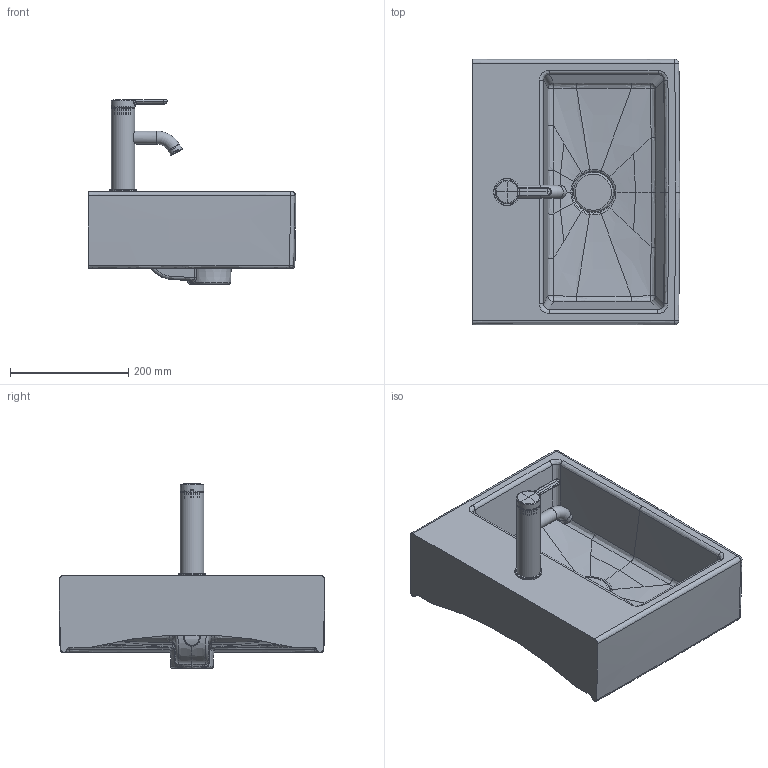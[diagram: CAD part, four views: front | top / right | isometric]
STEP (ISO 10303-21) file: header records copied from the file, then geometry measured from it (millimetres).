
FILE_DESCRIPTION((''),'2;1');
FILE_NAME('072445.stp','2017-07-03T12:49:24',('Administrator'),(''),'Autodesk Inventor 2011','Autodesk Inventor 2011','');
FILE_SCHEMA(('CONFIG_CONTROL_DESIGN'));
Length unit declared in the file: millimetre
Products named in the file (10): 072445; Kelch_Stopfen VERO AIR Bgr; Armatur C1 Handwaschbecken; 509114_ASM; 615830; 615831; 636748; 615729; 615737
Assembly tree (9 placements, depth 4):
  072445
    072445
    Kelch_Stopfen VERO AIR Bgr
    Armatur C1 Handwaschbecken
      509114_ASM
        615830
        615831
      636748
      615729
      615737
Bounding box: 351.61 x 450.05 x 312.5 mm (x, y, z)
Volume: 8341927.9 mm3; surface area: 767807.9 mm2
Topology: 8 solids, 11 shells, 444 faces, 1015 edges, 602 vertices
Faces by surface type: bspline 239, plane 83, cylinder 67, sphere 22, torus 17, cone 16
Full cylindrical faces by diameter (mm): 6 x1, 14 x2, 16 x1, 16.5 x2, 17.3 x1, 17.55 x1, 18.5 x2, 18.75 x1, 20 x1, 22 x2, 27.189 x1, 30.452 x1, 34 x1, 34.5 x1, 35 x1, 35.4 x1, 35.5 x1, 36.324 x1, 36.9 x4, 37.3 x1, 37.6 x1, 40 x2, 42.5 x1, 42.668 x1, 45.096 x1, 46 x1, 48.918 x1, 67.165 x1
Entity records: 52800 total; most frequent: CARTESIAN_POINT 43957, ORIENTED_EDGE 1874, DIRECTION 1394, EDGE_CURVE 937, AXIS2_PLACEMENT_3D 619, VERTEX_POINT 586, EDGE_LOOP 535, FACE_OUTER_BOUND 444
